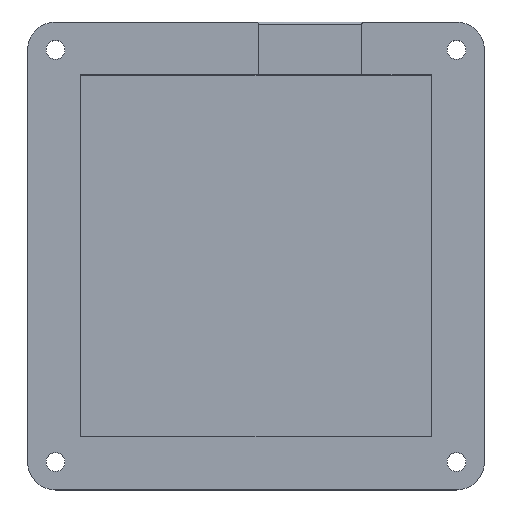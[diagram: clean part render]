
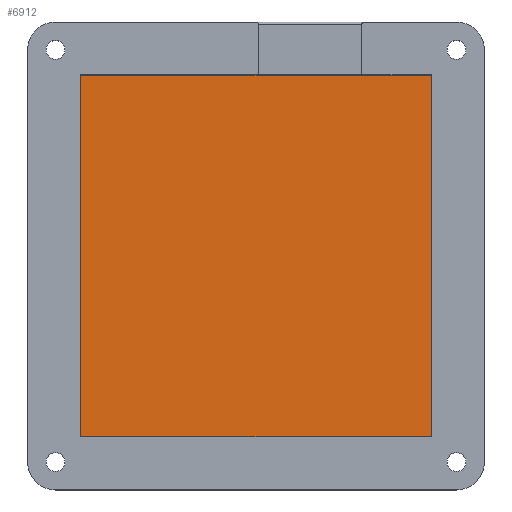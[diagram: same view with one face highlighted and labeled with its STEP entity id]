
A CAD part, top view. The second image highlights one B-rep face of the part: STEP entity #6912.
In plain terms, the highlighted planar face has unit normal (0, 0, 1).
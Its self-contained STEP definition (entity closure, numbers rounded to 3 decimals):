
#142=PLANE('',#7027);
#511=FACE_OUTER_BOUND('',#910,.T.);
#910=EDGE_LOOP('',(#6187,#6188,#6189,#6190));
#1320=LINE('',#15006,#1725);
#1322=LINE('',#15011,#1727);
#1323=LINE('',#15012,#1728);
#1324=LINE('',#15013,#1729);
#1725=VECTOR('',#7613,10.);
#1727=VECTOR('',#7617,10.);
#1728=VECTOR('',#7618,10.);
#1729=VECTOR('',#7619,10.);
#3048=VERTEX_POINT('',#15003);
#3049=VERTEX_POINT('',#15005);
#3050=VERTEX_POINT('',#15009);
#3051=VERTEX_POINT('',#15010);
#4098=EDGE_CURVE('',#3048,#3049,#1320,.T.);
#4100=EDGE_CURVE('',#3050,#3051,#1322,.T.);
#4101=EDGE_CURVE('',#3049,#3050,#1323,.T.);
#4102=EDGE_CURVE('',#3051,#3048,#1324,.T.);
#6187=ORIENTED_EDGE('',*,*,#4100,.F.);
#6188=ORIENTED_EDGE('',*,*,#4101,.F.);
#6189=ORIENTED_EDGE('',*,*,#4098,.F.);
#6190=ORIENTED_EDGE('',*,*,#4102,.F.);
#6912=ADVANCED_FACE('',(#511),#142,.T.);
#7027=AXIS2_PLACEMENT_3D('',#15008,#7615,#7616);
#7613=DIRECTION('',(1.,0.,0.));
#7615=DIRECTION('center_axis',(0.,0.,1.));
#7616=DIRECTION('ref_axis',(1.,0.,0.));
#7617=DIRECTION('',(-1.,0.,0.));
#7618=DIRECTION('',(0.,-1.,0.));
#7619=DIRECTION('',(0.,1.,0.));
#15003=CARTESIAN_POINT('',(-31.414,30.555,3.));
#15005=CARTESIAN_POINT('',(31.586,30.555,3.));
#15006=CARTESIAN_POINT('',(-15.664,30.555,3.));
#15008=CARTESIAN_POINT('Origin',(0.086,-1.945,3.));
#15009=CARTESIAN_POINT('',(31.586,-34.445,3.));
#15010=CARTESIAN_POINT('',(-31.414,-34.445,3.));
#15011=CARTESIAN_POINT('',(15.836,-34.445,3.));
#15012=CARTESIAN_POINT('',(31.586,14.305,3.));
#15013=CARTESIAN_POINT('',(-31.414,-18.195,3.));
